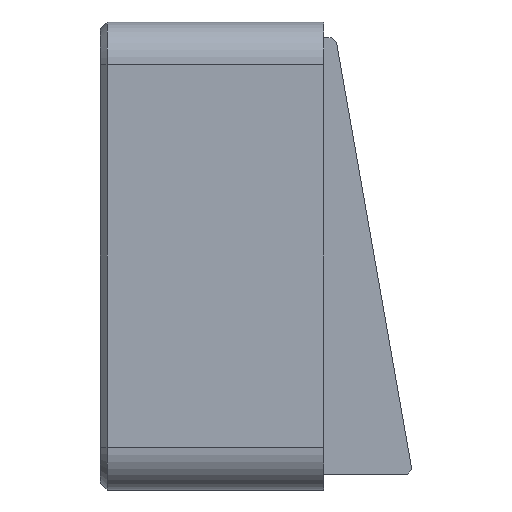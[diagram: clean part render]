
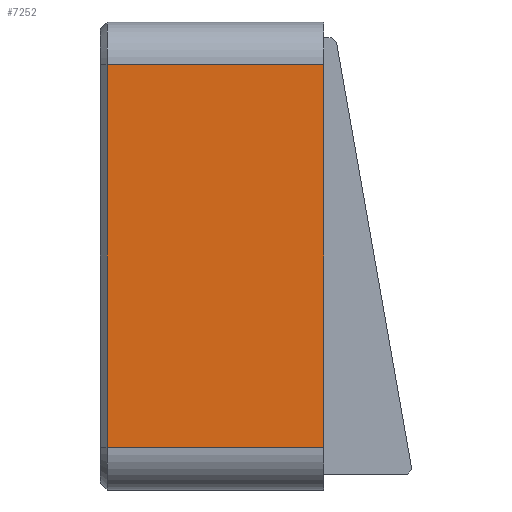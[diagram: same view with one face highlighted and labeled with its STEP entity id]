
A CAD part, left-side view. The second image highlights one B-rep face of the part: STEP entity #7252.
In plain terms, the highlighted planar face has unit normal (-1, 0, 0).
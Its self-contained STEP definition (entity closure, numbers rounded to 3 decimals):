
#502=FACE_OUTER_BOUND('',#892,.T.);
#892=EDGE_LOOP('',(#5435,#5436,#5437,#5438));
#1180=LINE('',#10121,#2061);
#1186=LINE('',#10142,#2067);
#1496=LINE('',#10835,#2377);
#1497=LINE('',#10838,#2378);
#2061=VECTOR('',#8113,10.);
#2067=VECTOR('',#8137,10.);
#2377=VECTOR('',#8759,10.);
#2378=VECTOR('',#8764,10.);
#2939=VERTEX_POINT('',#10111);
#2941=VERTEX_POINT('',#10117);
#2948=VERTEX_POINT('',#10140);
#3175=VERTEX_POINT('',#10834);
#3655=EDGE_CURVE('',#2939,#2941,#1180,.T.);
#3666=EDGE_CURVE('',#2948,#2939,#1186,.T.);
#4010=EDGE_CURVE('',#3175,#2941,#1496,.T.);
#4012=EDGE_CURVE('',#3175,#2948,#1497,.T.);
#5435=ORIENTED_EDGE('',*,*,#3655,.F.);
#5436=ORIENTED_EDGE('',*,*,#3666,.F.);
#5437=ORIENTED_EDGE('',*,*,#4012,.F.);
#5438=ORIENTED_EDGE('',*,*,#4010,.T.);
#6954=PLANE('',#7694);
#7252=ADVANCED_FACE('',(#502),#6954,.T.);
#7694=AXIS2_PLACEMENT_3D('',#10837,#8762,#8763);
#8113=DIRECTION('',(0.,0.,1.));
#8137=DIRECTION('',(0.,1.,0.));
#8759=DIRECTION('',(0.,1.,0.));
#8762=DIRECTION('center_axis',(-1.,0.,0.));
#8763=DIRECTION('ref_axis',(0.,0.,1.));
#8764=DIRECTION('',(0.,0.,-1.));
#10111=CARTESIAN_POINT('',(-53.7,23.25,-20.525));
#10117=CARTESIAN_POINT('',(-53.7,23.25,20.525));
#10121=CARTESIAN_POINT('',(-53.7,23.25,-10.263));
#10140=CARTESIAN_POINT('',(-53.7,0.,-20.525));
#10142=CARTESIAN_POINT('',(-53.7,0.,-20.525));
#10834=CARTESIAN_POINT('',(-53.7,0.,20.525));
#10835=CARTESIAN_POINT('',(-53.7,0.,20.525));
#10837=CARTESIAN_POINT('Origin',(-53.7,0.,-20.525));
#10838=CARTESIAN_POINT('',(-53.7,0.,20.525));
